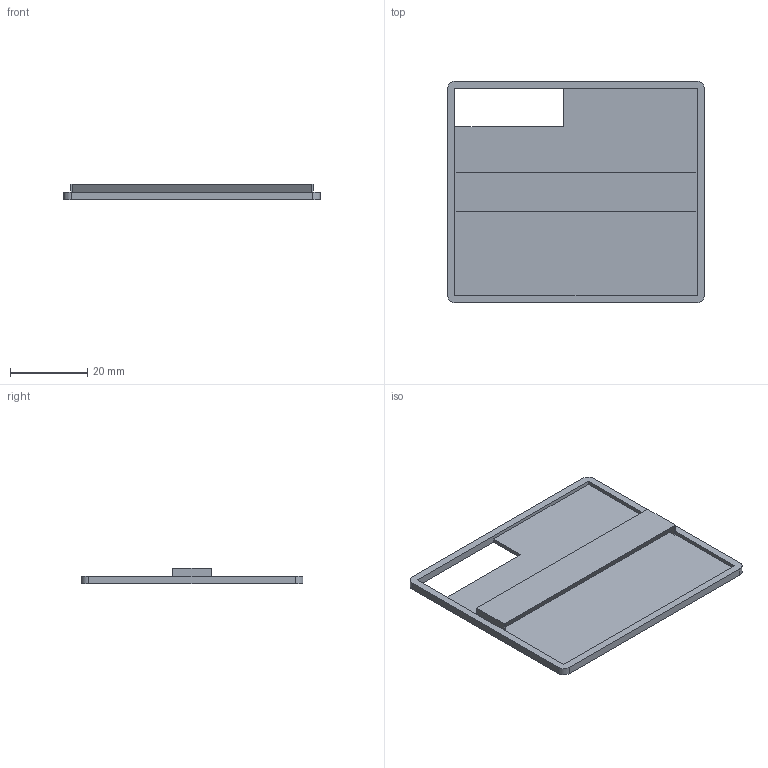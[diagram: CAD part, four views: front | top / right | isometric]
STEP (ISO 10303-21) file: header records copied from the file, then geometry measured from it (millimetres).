
FILE_DESCRIPTION(/* description */ ('','CAx-IF Rec.Pracs.---Representation and Presentation of Product Manufacturing Information (PMI)---4.0---2014-10-13'),/* implementation_level */ '2;1');
FILE_NAME(/* name */ 'Center Side Up Cover 1x1 v3.step',/* time_stamp */ '2025-02-21T13:13:07+01:00',/* author */ (''),/* organization */ (''),/* preprocessor_version */ 'ST-DEVELOPER v20',/* originating_system */ 'Autodesk Translation Framework v13.20.0.188',/* authorisation */ '');
FILE_SCHEMA (('AP242_MANAGED_MODEL_BASED_3D_ENGINEERING_MIM_LF { 1 0 10303 442 1 1 4 }'));
Length unit declared in the file: millimetre
Products named in the file (1): Center Side Up Cover 1x1
Bounding box: 66.5 x 57.5 x 4 mm (x, y, z)
Volume: 5552.5 mm3; surface area: 8557.5 mm2
Topology: 1 solids, 1 shells, 33 faces, 85 edges, 54 vertices
Faces by surface type: plane 29, cylinder 4
Entity records: 1020 total; most frequent: CARTESIAN_POINT 173, ORIENTED_EDGE 170, DIRECTION 161, EDGE_CURVE 85, LINE 77, VECTOR 77, VERTEX_POINT 54, AXIS2_PLACEMENT_3D 42
